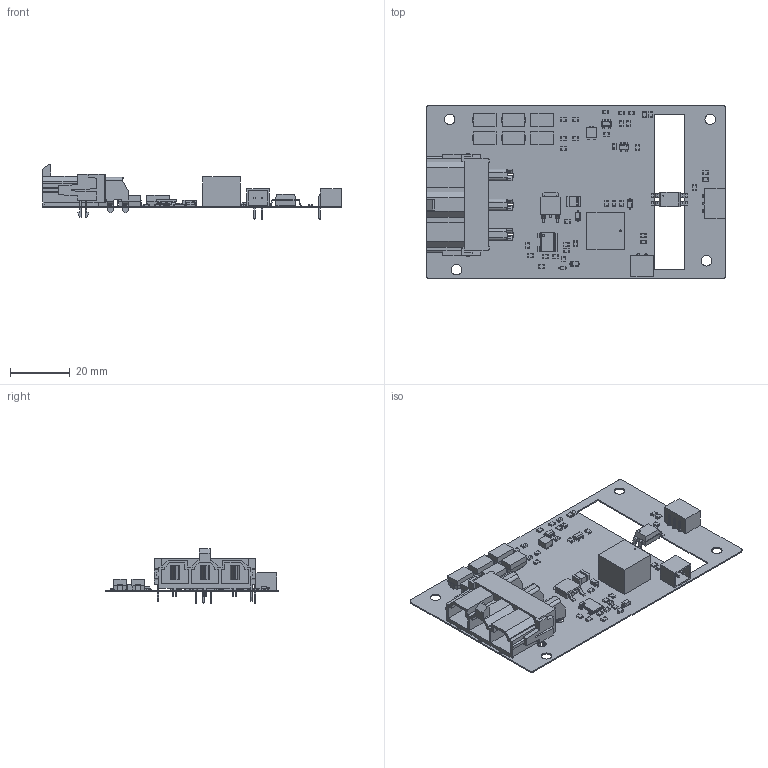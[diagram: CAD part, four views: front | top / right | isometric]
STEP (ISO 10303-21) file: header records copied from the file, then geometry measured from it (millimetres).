
FILE_DESCRIPTION(('Open CASCADE Model'),'2;1');
FILE_NAME('Open CASCADE Shape Model','2024-05-25T18:51:52',('Author'),( 'Open CASCADE'),'Open CASCADE STEP processor 7.5','Open CASCADE 7.5' ,'Unknown');
FILE_SCHEMA(('AUTOMOTIVE_DESIGN { 1 0 10303 214 1 1 1 1 }'));
Length unit declared in the file: millimetre
Products named in the file (84): PCB; Board; Open CASCADE STEP translator 7.5 2.1.1; VR1; 7209137248; Body; Pins; Q1; 6237908768; R22; 6237906848; U1; 6237905808; C2; 6237906448; C1; 6237909008; C3; 6237907088; C4; 6237907408; C5; C6; 6237907248; C7; C8; C9; C10; C11; C12; C13; D1; 6311043696; D2; 6311044096; D3; 6237906928; D4; 6237909168; D5 ...
Assembly tree (114 placements, depth 4):
  PCB
    Board
      Open CASCADE STEP translator 7.5 2.1.1
    VR1
      7209137248
        Body
        Pins
    Q1
      6237908768
    R22
      6237906848
    U1
      6237905808
    C2
      6237906448
    C1
      6237909008
    C3
      6237907088
    C4
      6237907408
    C5
      6237907088
    C6
      6237907248
    C7
      6237907248
    C8
      6237907248
    C9
      6237907248
    C10
      6237907408
    C11
      6237906848
    C12
      6237907408
    C13
      6237906848
    D1
      6311043696
    D2
      6311044096
    D3
      6237906928
    D4
      6237909168
    D5
      6237907488
    D6
      6237906688
    L1
      6237905968
    R1
      6237907248
    R2
      6237907248
    R3
      6237907408
    R4
Bounding box: 100 x 58.17 x 18.37 mm (x, y, z)
Volume: 9187.4 mm3; surface area: 20320.4 mm2
Topology: 207 solids, 207 shells, 3817 faces, 9001 edges, 5614 vertices
Faces by surface type: plane 3072, cylinder 721, sphere 24
Full cylindrical faces by diameter (mm): 0.088 x2, 0.25 x3, 0.351 x1, 0.625 x1, 0.99 x5, 2.8 x6, 3 x2, 3.5 x4
Entity records: 63764 total; most frequent: CARTESIAN_POINT 10635, DIRECTION 9912, ORIENTED_EDGE 9880, EDGE_CURVE 4940, LINE 4098, VECTOR 4098, VERTEX_POINT 3184, AXIS2_PLACEMENT_3D 2907
